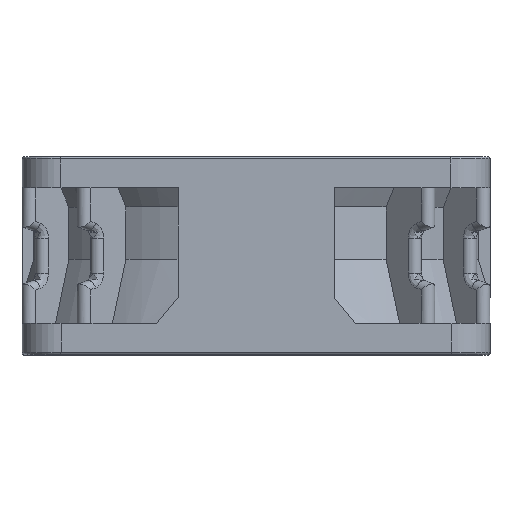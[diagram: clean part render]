
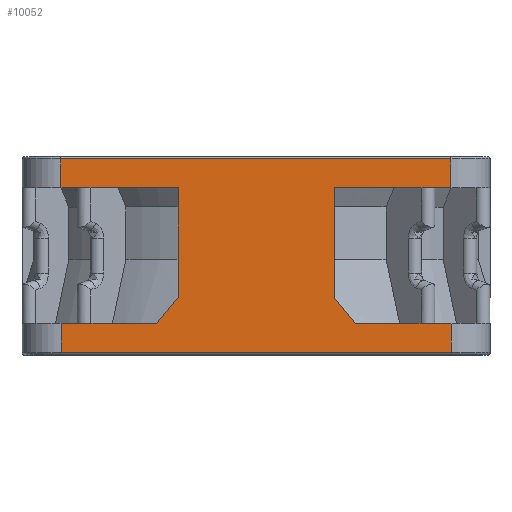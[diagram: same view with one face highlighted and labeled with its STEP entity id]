
A CAD part, top view. The second image highlights one B-rep face of the part: STEP entity #10052.
In plain terms, the highlighted planar face has unit normal (0, 0, 1).
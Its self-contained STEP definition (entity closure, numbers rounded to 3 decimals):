
#1606=DIRECTION('',(0.,1.,0.));
#1607=VECTOR('',#1606,3.7);
#1608=CARTESIAN_POINT('',(25.,21.4,30.));
#1609=LINE('',#1608,#1607);
#1643=DIRECTION('',(1.,0.,0.));
#1644=VECTOR('',#1643,3.071);
#1645=CARTESIAN_POINT('',(21.929,21.4,30.));
#1646=LINE('',#1645,#1644);
#2026=DIRECTION('',(0.,1.,0.));
#2027=VECTOR('',#2026,3.7);
#2028=CARTESIAN_POINT('',(25.,0.3,30.));
#2029=LINE('',#2028,#2027);
#2049=DIRECTION('',(1.,0.,0.));
#2050=VECTOR('',#2049,50.);
#2051=CARTESIAN_POINT('',(-25.,0.3,30.));
#2052=LINE('',#2051,#2050);
#2057=DIRECTION('',(0.,-1.,0.));
#2058=VECTOR('',#2057,14.015);
#2059=CARTESIAN_POINT('',(10.,21.379,30.));
#2060=LINE('',#2059,#2058);
#2061=CARTESIAN_POINT('',(10.,7.365,30.));
#2062=CARTESIAN_POINT('',(10.317,7.021,30.));
#2063=CARTESIAN_POINT('',(10.943,6.313,30.));
#2064=CARTESIAN_POINT('',(11.863,5.192,30.));
#2065=CARTESIAN_POINT('',(12.468,4.404,30.));
#2066=CARTESIAN_POINT('',(12.768,4.,30.));
#2068=DIRECTION('',(1.,0.,0.));
#2069=VECTOR('',#2068,9.161);
#2070=CARTESIAN_POINT('',(12.768,4.,30.));
#2071=LINE('',#2070,#2069);
#2072=DIRECTION('',(1.,0.,0.));
#2073=VECTOR('',#2072,3.071);
#2074=CARTESIAN_POINT('',(21.929,4.,30.));
#2075=LINE('',#2074,#2073);
#2076=DIRECTION('',(1.,0.,0.));
#2077=VECTOR('',#2076,3.071);
#2078=CARTESIAN_POINT('',(-25.,4.,30.));
#2079=LINE('',#2078,#2077);
#2080=DIRECTION('',(1.,0.,0.));
#2081=VECTOR('',#2080,9.161);
#2082=CARTESIAN_POINT('',(-21.929,4.,30.));
#2083=LINE('',#2082,#2081);
#2084=CARTESIAN_POINT('',(-12.768,4.,30.));
#2085=CARTESIAN_POINT('',(-12.468,4.404,30.));
#2086=CARTESIAN_POINT('',(-11.862,5.192,30.));
#2087=CARTESIAN_POINT('',(-10.942,6.314,30.));
#2088=CARTESIAN_POINT('',(-10.316,7.022,30.));
#2089=CARTESIAN_POINT('',(-10.,7.365,30.));
#2091=DIRECTION('',(0.,1.,0.));
#2092=VECTOR('',#2091,14.015);
#2093=CARTESIAN_POINT('',(-10.,7.365,30.));
#2094=LINE('',#2093,#2092);
#2095=DIRECTION('',(-1.,0.,0.));
#2096=VECTOR('',#2095,50.);
#2097=CARTESIAN_POINT('',(25.,25.1,30.));
#2098=LINE('',#2097,#2096);
#2118=DIRECTION('',(0.,-1.,0.));
#2119=VECTOR('',#2118,3.7);
#2120=CARTESIAN_POINT('',(-25.,25.1,30.));
#2121=LINE('',#2120,#2119);
#2168=DIRECTION('',(1.,0.,0.));
#2169=VECTOR('',#2168,3.071);
#2170=CARTESIAN_POINT('',(-25.,21.4,30.));
#2171=LINE('',#2170,#2169);
#2471=CARTESIAN_POINT('',(-10.038,21.4,30.));
#2472=CARTESIAN_POINT('',(-10.025,21.393,30.));
#2473=CARTESIAN_POINT('',(-10.013,21.386,30.));
#2474=CARTESIAN_POINT('',(-10.,21.379,30.));
#2485=DIRECTION('',(1.,0.,0.));
#2486=VECTOR('',#2485,11.891);
#2487=CARTESIAN_POINT('',(-21.929,21.4,30.));
#2488=LINE('',#2487,#2486);
#2546=DIRECTION('',(0.,-1.,0.));
#2547=VECTOR('',#2546,3.7);
#2548=CARTESIAN_POINT('',(-25.,4.,30.));
#2549=LINE('',#2548,#2547);
#5044=DIRECTION('',(1.,0.,0.));
#5045=VECTOR('',#5044,11.891);
#5046=CARTESIAN_POINT('',(10.038,21.4,30.));
#5047=LINE('',#5046,#5045);
#5368=CARTESIAN_POINT('',(10.,21.379,30.));
#5369=CARTESIAN_POINT('',(10.013,21.386,30.));
#5370=CARTESIAN_POINT('',(10.025,21.393,30.));
#5371=CARTESIAN_POINT('',(10.038,21.4,30.));
#5897=CARTESIAN_POINT('',(10.038,21.4,30.));
#5898=VERTEX_POINT('',#5897);
#5899=CARTESIAN_POINT('',(21.929,21.4,30.));
#5900=VERTEX_POINT('',#5899);
#5921=CARTESIAN_POINT('',(25.,21.4,30.));
#5922=VERTEX_POINT('',#5921);
#5941=CARTESIAN_POINT('',(-21.929,21.4,30.));
#5942=VERTEX_POINT('',#5941);
#5943=CARTESIAN_POINT('',(-10.038,21.4,30.));
#5944=VERTEX_POINT('',#5943);
#5959=CARTESIAN_POINT('',(-25.,21.4,30.));
#5960=VERTEX_POINT('',#5959);
#6158=CARTESIAN_POINT('',(21.929,4.,30.));
#6159=VERTEX_POINT('',#6158);
#6160=CARTESIAN_POINT('',(12.768,4.,30.));
#6161=VERTEX_POINT('',#6160);
#6176=CARTESIAN_POINT('',(25.,4.,30.));
#6177=VERTEX_POINT('',#6176);
#6202=CARTESIAN_POINT('',(-12.768,4.,30.));
#6203=VERTEX_POINT('',#6202);
#6204=CARTESIAN_POINT('',(-21.929,4.,30.));
#6205=VERTEX_POINT('',#6204);
#6210=CARTESIAN_POINT('',(-25.,4.,30.));
#6211=VERTEX_POINT('',#6210);
#6287=CARTESIAN_POINT('',(25.,25.1,30.));
#6288=VERTEX_POINT('',#6287);
#6289=CARTESIAN_POINT('',(-25.,25.1,30.));
#6290=VERTEX_POINT('',#6289);
#6291=VERTEX_POINT('',#5368);
#6292=CARTESIAN_POINT('',(10.,7.365,30.));
#6293=VERTEX_POINT('',#6292);
#6294=CARTESIAN_POINT('',(25.,0.3,30.));
#6295=VERTEX_POINT('',#6294);
#6296=CARTESIAN_POINT('',(-25.,0.3,30.));
#6297=VERTEX_POINT('',#6296);
#6298=VERTEX_POINT('',#2089);
#6299=CARTESIAN_POINT('',(-10.,21.379,30.));
#6300=VERTEX_POINT('',#6299);
#10010=CARTESIAN_POINT('',(30.,25.4,30.));
#10011=DIRECTION('',(0.,0.,-1.));
#10012=DIRECTION('',(-1.,0.,0.));
#10013=AXIS2_PLACEMENT_3D('',#10010,#10011,#10012);
#10014=PLANE('',#10013);
#10016=ORIENTED_EDGE('',*,*,#10015,.F.);
#10017=ORIENTED_EDGE('',*,*,#9093,.F.);
#10018=ORIENTED_EDGE('',*,*,#9117,.F.);
#10020=ORIENTED_EDGE('',*,*,#10019,.F.);
#10022=ORIENTED_EDGE('',*,*,#10021,.F.);
#10024=ORIENTED_EDGE('',*,*,#10023,.T.);
#10026=ORIENTED_EDGE('',*,*,#10025,.T.);
#10028=ORIENTED_EDGE('',*,*,#10027,.T.);
#10029=ORIENTED_EDGE('',*,*,#9949,.T.);
#10030=ORIENTED_EDGE('',*,*,#9976,.F.);
#10031=ORIENTED_EDGE('',*,*,#10001,.F.);
#10033=ORIENTED_EDGE('',*,*,#10032,.F.);
#10035=ORIENTED_EDGE('',*,*,#10034,.T.);
#10037=ORIENTED_EDGE('',*,*,#10036,.T.);
#10039=ORIENTED_EDGE('',*,*,#10038,.T.);
#10041=ORIENTED_EDGE('',*,*,#10040,.T.);
#10043=ORIENTED_EDGE('',*,*,#10042,.F.);
#10045=ORIENTED_EDGE('',*,*,#10044,.F.);
#10047=ORIENTED_EDGE('',*,*,#10046,.F.);
#10049=ORIENTED_EDGE('',*,*,#10048,.F.);
#10050=EDGE_LOOP('',(#10016,#10017,#10018,#10020,#10022,#10024,#10026,#10028,
#10029,#10030,#10031,#10033,#10035,#10037,#10039,#10041,#10043,#10045,#10047,
#10049));
#10051=FACE_OUTER_BOUND('',#10050,.F.);
#10052=ADVANCED_FACE('',(#10051),#10014,.F.);
#2067=B_SPLINE_CURVE_WITH_KNOTS('',3,(#2061,#2062,#2063,#2064,#2065,#2066),
.UNSPECIFIED.,.F.,.F.,(4,1,1,4),(0.,0.333,0.667,1.),
.UNSPECIFIED.);
#2090=B_SPLINE_CURVE_WITH_KNOTS('',3,(#2084,#2085,#2086,#2087,#2088,#2089),
.UNSPECIFIED.,.F.,.F.,(4,1,1,4),(0.,0.333,0.667,1.),
.UNSPECIFIED.);
#2475=B_SPLINE_CURVE_WITH_KNOTS('',3,(#2471,#2472,#2473,#2474),.UNSPECIFIED.,
.F.,.F.,(4,4),(0.,1.),.UNSPECIFIED.);
#5372=B_SPLINE_CURVE_WITH_KNOTS('',3,(#5368,#5369,#5370,#5371),.UNSPECIFIED.,
.F.,.F.,(4,4),(0.,1.),.UNSPECIFIED.);
#9093=EDGE_CURVE('',#5922,#6288,#1609,.T.);
#9117=EDGE_CURVE('',#5900,#5922,#1646,.T.);
#9949=EDGE_CURVE('',#6159,#6177,#2075,.T.);
#9976=EDGE_CURVE('',#6295,#6177,#2029,.T.);
#10001=EDGE_CURVE('',#6297,#6295,#2052,.T.);
#10015=EDGE_CURVE('',#6288,#6290,#2098,.T.);
#10019=EDGE_CURVE('',#5898,#5900,#5047,.T.);
#10021=EDGE_CURVE('',#6291,#5898,#5372,.T.);
#10023=EDGE_CURVE('',#6291,#6293,#2060,.T.);
#10025=EDGE_CURVE('',#6293,#6161,#2067,.T.);
#10027=EDGE_CURVE('',#6161,#6159,#2071,.T.);
#10032=EDGE_CURVE('',#6211,#6297,#2549,.T.);
#10034=EDGE_CURVE('',#6211,#6205,#2079,.T.);
#10036=EDGE_CURVE('',#6205,#6203,#2083,.T.);
#10038=EDGE_CURVE('',#6203,#6298,#2090,.T.);
#10040=EDGE_CURVE('',#6298,#6300,#2094,.T.);
#10042=EDGE_CURVE('',#5944,#6300,#2475,.T.);
#10044=EDGE_CURVE('',#5942,#5944,#2488,.T.);
#10046=EDGE_CURVE('',#5960,#5942,#2171,.T.);
#10048=EDGE_CURVE('',#6290,#5960,#2121,.T.);
